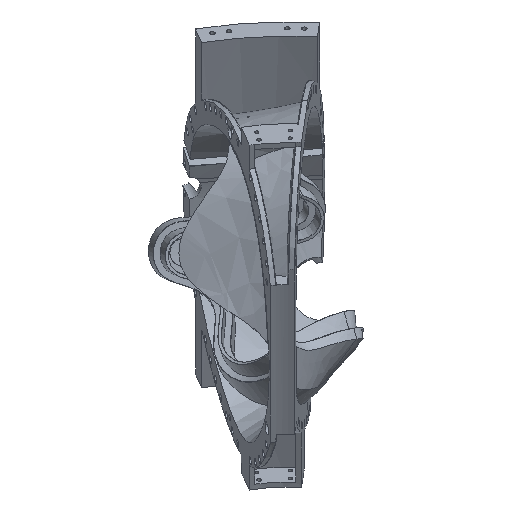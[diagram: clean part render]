
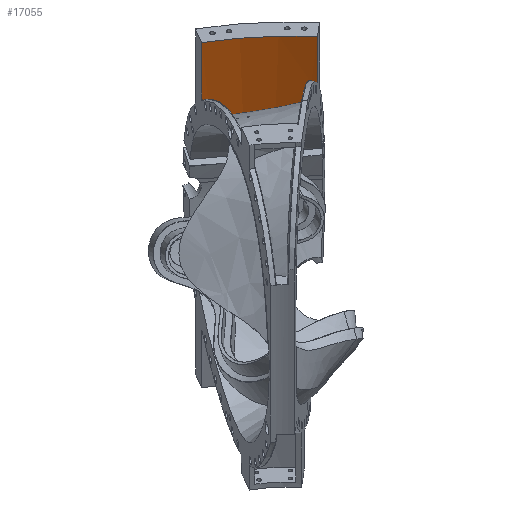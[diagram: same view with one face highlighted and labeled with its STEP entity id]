
A CAD part, isometric view. The second image highlights one B-rep face of the part: STEP entity #17055.
In plain terms, the highlighted cylindrical face has radius 1930.4 mm (diameter 3860.8 mm), a partial arc.
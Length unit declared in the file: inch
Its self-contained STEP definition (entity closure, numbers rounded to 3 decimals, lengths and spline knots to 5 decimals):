
#3074=CARTESIAN_POINT('',(39.90677,64.67959,26.21706));
#3076=CARTESIAN_POINT('',(39.90677,64.67959,26.21706));
#3077=CARTESIAN_POINT('',(40.6913,64.19555,26.17841));
#3078=CARTESIAN_POINT('',(42.2426,63.19899,26.1263));
#3079=CARTESIAN_POINT('',(44.51418,61.62012,26.13373));
#3080=CARTESIAN_POINT('',(46.72591,59.96028,26.23564));
#3081=CARTESIAN_POINT('',(48.8721,58.22415,26.43935));
#3082=CARTESIAN_POINT('',(50.9488,56.41579,26.75073));
#3083=CARTESIAN_POINT('',(52.95457,54.53739,27.175));
#3084=CARTESIAN_POINT('',(54.88842,52.59058,27.71721));
#3085=CARTESIAN_POINT('',(56.12905,51.24806,28.16057));
#3086=CARTESIAN_POINT('',(56.73662,50.56635,28.4033));
#3284=CARTESIAN_POINT('',(39.29164,65.05511,31.51228));
#3305=CARTESIAN_POINT('',(38.2163,65.69257,31.50196));
#3319=CARTESIAN_POINT('',(38.2163,65.69257,31.50196));
#3320=CARTESIAN_POINT('',(38.33634,65.62274,31.50228));
#3321=CARTESIAN_POINT('',(38.57606,65.48241,31.50349));
#3322=CARTESIAN_POINT('',(38.93451,65.26991,31.50693));
#3323=CARTESIAN_POINT('',(39.17272,65.12693,31.51031));
#3324=CARTESIAN_POINT('',(39.29164,65.05511,31.51228));
#3450=CARTESIAN_POINT('',(39.39756,64.99101,31.53551));
#3451=CARTESIAN_POINT('',(39.37937,65.00205,31.5315));
#3452=CARTESIAN_POINT('',(39.34352,65.02376,31.52363));
#3453=CARTESIAN_POINT('',(39.30875,65.04477,31.51602));
#3454=CARTESIAN_POINT('',(39.29164,65.05511,31.51228));
#3456=DIRECTION('',(0.,0.,1.));
#3457=VECTOR('',#3456,15.69804);
#3458=CARTESIAN_POINT('',(38.2163,65.69257,31.50196));
#3459=LINE('',#3458,#3457);
#3460=DIRECTION('',(0.,0.,1.));
#3461=VECTOR('',#3460,12.6232);
#3462=CARTESIAN_POINT('',(58.05837,49.04311,34.5768));
#3463=LINE('',#3462,#3461);
#3464=CARTESIAN_POINT('',(57.24354,49.99177,34.58944));
#3465=CARTESIAN_POINT('',(57.22997,50.0073,34.59358));
#3466=CARTESIAN_POINT('',(57.20284,50.03839,34.60186));
#3467=CARTESIAN_POINT('',(57.17559,50.06939,34.61026));
#3468=CARTESIAN_POINT('',(57.16198,50.08492,34.61444));
#3470=CARTESIAN_POINT('',(57.16198,50.08492,34.61444));
#3471=CARTESIAN_POINT('',(57.11257,50.14131,33.9064));
#3472=CARTESIAN_POINT('',(57.01525,50.25217,32.50228));
#3473=CARTESIAN_POINT('',(56.87396,50.41197,30.43994));
#3474=CARTESIAN_POINT('',(56.78196,50.51548,29.07901));
#3475=CARTESIAN_POINT('',(56.73662,50.56635,28.4033));
#3477=CARTESIAN_POINT('',(39.90677,64.67959,26.21706));
#3478=CARTESIAN_POINT('',(39.85439,64.71191,26.77809));
#3479=CARTESIAN_POINT('',(39.74684,64.77809,27.92002));
#3480=CARTESIAN_POINT('',(39.57764,64.88162,29.68717));
#3481=CARTESIAN_POINT('',(39.45858,64.95403,30.91217));
#3482=CARTESIAN_POINT('',(39.39756,64.99101,31.53551));
#3488=CARTESIAN_POINT('',(0.,0.,47.2));
#3489=DIRECTION('',(0.,0.,1.));
#3490=DIRECTION('',(0.764,0.645,0.));
#3491=AXIS2_PLACEMENT_3D('',#3488,#3489,#3490);
#7638=CARTESIAN_POINT('',(57.24354,49.99177,34.58944));
#7640=CARTESIAN_POINT('',(57.24354,49.99177,34.58944));
#7641=CARTESIAN_POINT('',(57.33497,49.88708,34.58703));
#7642=CARTESIAN_POINT('',(57.51723,49.67722,34.58288));
#7643=CARTESIAN_POINT('',(57.78885,49.36099,34.57867));
#7644=CARTESIAN_POINT('',(57.96873,49.14922,34.5772));
#7645=CARTESIAN_POINT('',(58.05837,49.04311,34.5768));
#7647=CARTESIAN_POINT('',(58.05837,49.04311,34.5768));
#10995=VERTEX_POINT('',#7647);
#11013=CARTESIAN_POINT('',(58.05837,49.04311,47.2));
#11014=VERTEX_POINT('',#11013);
#11055=VERTEX_POINT('',#3305);
#11073=CARTESIAN_POINT('',(38.2163,65.69257,47.2));
#11074=VERTEX_POINT('',#11073);
#11115=VERTEX_POINT('',#7638);
#11123=VERTEX_POINT('',#3468);
#11124=VERTEX_POINT('',#3475);
#11154=VERTEX_POINT('',#3284);
#11177=VERTEX_POINT('',#3074);
#11180=VERTEX_POINT('',#3450);
#17034=CARTESIAN_POINT('',(0.,0.,47.2));
#17035=DIRECTION('',(0.,0.,1.));
#17036=DIRECTION('',(1.,0.,0.));
#17037=AXIS2_PLACEMENT_3D('',#17034,#17035,#17036);
#17038=CYLINDRICAL_SURFACE('',#17037,76.);
#17039=ORIENTED_EDGE('',*,*,#17026,.T.);
#17040=ORIENTED_EDGE('',*,*,#16816,.F.);
#17041=ORIENTED_EDGE('',*,*,#15231,.T.);
#17043=ORIENTED_EDGE('',*,*,#17042,.F.);
#17044=ORIENTED_EDGE('',*,*,#14192,.F.);
#17046=ORIENTED_EDGE('',*,*,#17045,.F.);
#17048=ORIENTED_EDGE('',*,*,#17047,.T.);
#17050=ORIENTED_EDGE('',*,*,#17049,.T.);
#17051=ORIENTED_EDGE('',*,*,#16433,.F.);
#17052=ORIENTED_EDGE('',*,*,#15851,.T.);
#17053=EDGE_LOOP('',(#17039,#17040,#17041,#17043,#17044,#17046,#17048,#17050,
#17051,#17052));
#17054=FACE_OUTER_BOUND('',#17053,.F.);
#17055=ADVANCED_FACE('',(#17054),#17038,.F.);
#3087=B_SPLINE_CURVE_WITH_KNOTS('',3,(#3076,#3077,#3078,#3079,#3080,#3081,#3082,
#3083,#3084,#3085,#3086),.UNSPECIFIED.,.F.,.F.,(4,1,1,1,1,1,1,1,4),(0.,
0.125,0.25,0.375,0.5,0.625,0.75,0.875,1.),.UNSPECIFIED.);
#3325=B_SPLINE_CURVE_WITH_KNOTS('',3,(#3319,#3320,#3321,#3322,#3323,#3324),
.UNSPECIFIED.,.F.,.F.,(4,1,1,4),(0.,0.33333,0.66667,1.),
.UNSPECIFIED.);
#3455=B_SPLINE_CURVE_WITH_KNOTS('',3,(#3450,#3451,#3452,#3453,#3454),
.UNSPECIFIED.,.F.,.F.,(4,1,4),(0.,0.5,1.),.UNSPECIFIED.);
#3469=B_SPLINE_CURVE_WITH_KNOTS('',3,(#3464,#3465,#3466,#3467,#3468),
.UNSPECIFIED.,.F.,.F.,(4,1,4),(0.,0.5,1.),.UNSPECIFIED.);
#3476=B_SPLINE_CURVE_WITH_KNOTS('',3,(#3470,#3471,#3472,#3473,#3474,#3475),
.UNSPECIFIED.,.F.,.F.,(4,1,1,4),(0.,0.33333,0.66667,1.),
.UNSPECIFIED.);
#3483=B_SPLINE_CURVE_WITH_KNOTS('',3,(#3477,#3478,#3479,#3480,#3481,#3482),
.UNSPECIFIED.,.F.,.F.,(4,1,1,4),(0.,0.33333,0.66667,1.),
.UNSPECIFIED.);
#3492=CIRCLE('',#3491,76.);
#7646=B_SPLINE_CURVE_WITH_KNOTS('',3,(#7640,#7641,#7642,#7643,#7644,#7645),
.UNSPECIFIED.,.F.,.F.,(4,1,1,4),(0.,0.33333,0.66667,1.),
.UNSPECIFIED.);
#14192=EDGE_CURVE('',#10995,#11014,#3463,.T.);
#15231=EDGE_CURVE('',#11055,#11074,#3459,.T.);
#15851=EDGE_CURVE('',#11177,#11180,#3483,.T.);
#16433=EDGE_CURVE('',#11177,#11124,#3087,.T.);
#16816=EDGE_CURVE('',#11055,#11154,#3325,.T.);
#17026=EDGE_CURVE('',#11180,#11154,#3455,.T.);
#17042=EDGE_CURVE('',#11014,#11074,#3492,.T.);
#17045=EDGE_CURVE('',#11115,#10995,#7646,.T.);
#17047=EDGE_CURVE('',#11115,#11123,#3469,.T.);
#17049=EDGE_CURVE('',#11123,#11124,#3476,.T.);
